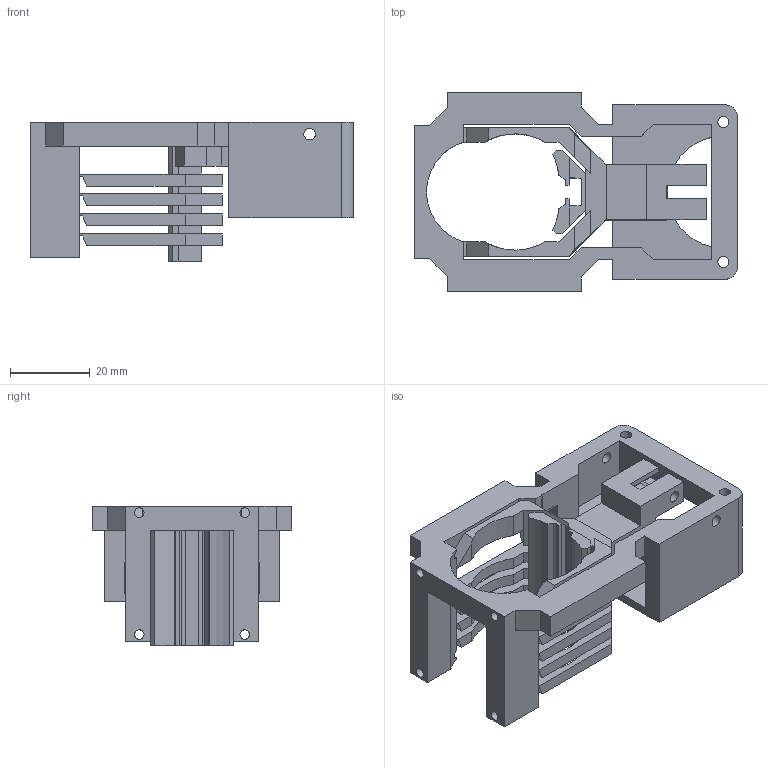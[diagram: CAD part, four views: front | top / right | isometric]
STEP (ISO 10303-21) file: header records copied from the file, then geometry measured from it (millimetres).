
FILE_DESCRIPTION(/* description */ (''),/* implementation_level */ '2;1');
FILE_NAME(/* name */ '20_focus_inlet_linearflexure_motorized_small_v3.ipt.step',/* time_stamp */ '2022-11-29T08:11:33+01:00',/* author */ ('diederichbenedict'),/* organization */ (''),/* preprocessor_version */ 'ST-DEVELOPER v18.1',/* originating_system */ 'Autodesk Inventor 2022',/* authorisation */ '');
FILE_SCHEMA (('AUTOMOTIVE_DESIGN { 1 0 10303 214 3 1 1 }'));
Length unit declared in the file: millimetre
Products named in the file (1): 20_focus_inlet_linearflexure_mechanical_v3
Bounding box: 80.75 x 49.8 x 35 mm (x, y, z)
Volume: 30101.9 mm3; surface area: 23700.6 mm2
Topology: 1 solids, 1 shells, 268 faces, 820 edges, 534 vertices
Faces by surface type: plane 237, cylinder 31
Full cylindrical faces by diameter (mm): 2.4 x4, 2.8 x2, 2.9 x4
Entity records: 9201 total; most frequent: CARTESIAN_POINT 1707, ORIENTED_EDGE 1640, DIRECTION 1430, EDGE_CURVE 820, LINE 740, VECTOR 740, VERTEX_POINT 534, AXIS2_PLACEMENT_3D 345
